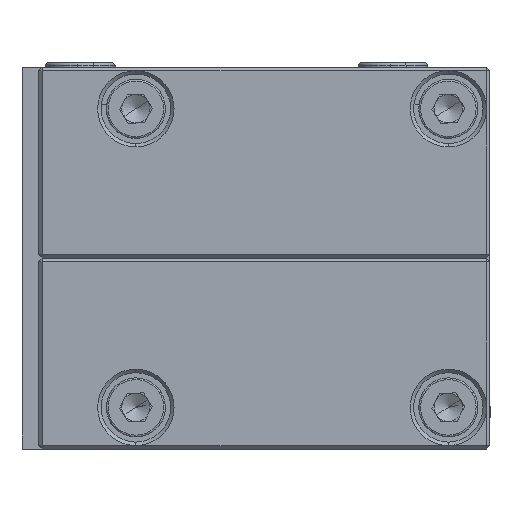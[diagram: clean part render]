
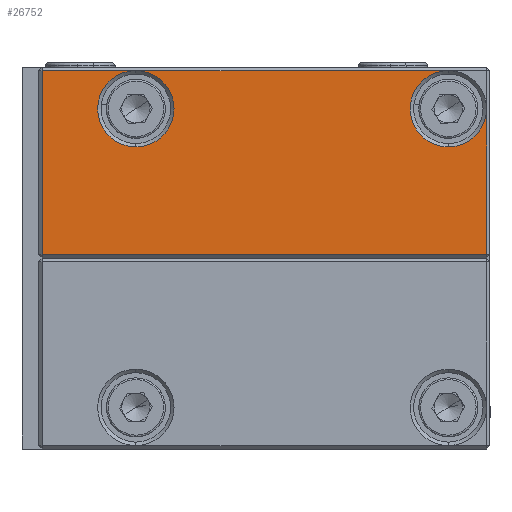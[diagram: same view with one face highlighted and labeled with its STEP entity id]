
A CAD part, left-side view. The second image highlights one B-rep face of the part: STEP entity #26752.
In plain terms, the highlighted planar face has unit normal (-1, 0, 0).
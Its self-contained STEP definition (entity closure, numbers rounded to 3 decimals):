
#666 = LINE ( 'NONE', #53097, #55882 ) ;
#1205 = VERTEX_POINT ( 'NONE', #17416 ) ;
#3843 = ORIENTED_EDGE ( 'NONE', *, *, #31834, .T. ) ;
#4407 = VECTOR ( 'NONE', #13370, 1000. ) ;
#4560 = CARTESIAN_POINT ( 'NONE',  ( -35., 26.5, 6. ) ) ;
#5081 = DIRECTION ( 'NONE',  ( 0., 0., -1. ) ) ;
#5104 = DIRECTION ( 'NONE',  ( 0., 0., -1. ) ) ;
#6095 = EDGE_CURVE ( 'NONE', #17068, #63824, #49842, .T. ) ;
#6356 = EDGE_CURVE ( 'NONE', #17068, #29420, #59811, .T. ) ;
#7282 = CARTESIAN_POINT ( 'NONE',  ( -35., -18.5, 6. ) ) ;
#10245 = CARTESIAN_POINT ( 'NONE',  ( -35., -32., 0.5 ) ) ;
#10637 = AXIS2_PLACEMENT_3D ( 'NONE', #31090, #43680, #70333 ) ;
#11437 = VERTEX_POINT ( 'NONE', #54292 ) ;
#12660 = VERTEX_POINT ( 'NONE', #66289 ) ;
#13370 = DIRECTION ( 'NONE',  ( 0., -1., 0. ) ) ;
#14895 = AXIS2_PLACEMENT_3D ( 'NONE', #4560, #56445, #5104 ) ;
#15016 = DIRECTION ( 'NONE',  ( 0., 0., -1. ) ) ;
#15182 = DIRECTION ( 'NONE',  ( 0., 1., 0. ) ) ;
#15642 = EDGE_CURVE ( 'NONE', #11437, #1205, #33109, .T. ) ;
#17068 = VERTEX_POINT ( 'NONE', #26428 ) ;
#17416 = CARTESIAN_POINT ( 'NONE',  ( -35., 26.5, 11.5 ) ) ;
#19832 = AXIS2_PLACEMENT_3D ( 'NONE', #7282, #58354, #76556 ) ;
#20233 = ORIENTED_EDGE ( 'NONE', *, *, #62308, .T. ) ;
#21614 = ORIENTED_EDGE ( 'NONE', *, *, #6356, .T. ) ;
#23457 = LINE ( 'NONE', #32747, #4407 ) ;
#24570 = EDGE_CURVE ( 'NONE', #12660, #62004, #666, .T. ) ;
#24970 = CARTESIAN_POINT ( 'NONE',  ( -35., -18.5, 11.5 ) ) ;
#26428 = CARTESIAN_POINT ( 'NONE',  ( -35., -18.5, 0.5 ) ) ;
#26752 = ADVANCED_FACE ( 'NONE', ( #70952 ), #42551, .F. ) ;
#27756 = VECTOR ( 'NONE', #46999, 1000. ) ;
#28271 = CIRCLE ( 'NONE', #62120, 5.5 ) ;
#29420 = VERTEX_POINT ( 'NONE', #24970 ) ;
#30854 = ORIENTED_EDGE ( 'NONE', *, *, #65355, .T. ) ;
#31090 = CARTESIAN_POINT ( 'NONE',  ( -35., -18.5, 6. ) ) ;
#31790 = VECTOR ( 'NONE', #80561, 1000. ) ;
#31834 = EDGE_CURVE ( 'NONE', #62004, #11437, #75565, .T. ) ;
#32125 = CARTESIAN_POINT ( 'NONE',  ( -35., 32., 27. ) ) ;
#32747 = CARTESIAN_POINT ( 'NONE',  ( -35., -32.5, 0.5 ) ) ;
#33109 = CIRCLE ( 'NONE', #14895, 5.5 ) ;
#34629 = CARTESIAN_POINT ( 'NONE',  ( -35., -32., 27.5 ) ) ;
#35869 = DIRECTION ( 'NONE',  ( 1., 0., 0. ) ) ;
#40813 = ORIENTED_EDGE ( 'NONE', *, *, #15642, .T. ) ;
#41448 = VECTOR ( 'NONE', #5081, 1000. ) ;
#42551 = PLANE ( 'NONE',  #65553 ) ;
#43097 = CARTESIAN_POINT ( 'NONE',  ( -35., -32.5, 27.5 ) ) ;
#43680 = DIRECTION ( 'NONE',  ( 1., 0., 0. ) ) ;
#44933 = VERTEX_POINT ( 'NONE', #70919 ) ;
#46999 = DIRECTION ( 'NONE',  ( 0., -1., 0. ) ) ;
#47318 = CARTESIAN_POINT ( 'NONE',  ( -35., 26.5, 6. ) ) ;
#49842 = LINE ( 'NONE', #59070, #27756 ) ;
#51335 = EDGE_LOOP ( 'NONE', ( #21614, #77607, #74569, #20233, #54073, #3843, #40813, #30854, #76567 ) ) ;
#53097 = CARTESIAN_POINT ( 'NONE',  ( -35., 32.5, 27. ) ) ;
#54073 = ORIENTED_EDGE ( 'NONE', *, *, #24570, .T. ) ;
#54292 = CARTESIAN_POINT ( 'NONE',  ( -35., 32., 6. ) ) ;
#55882 = VECTOR ( 'NONE', #15182, 1000. ) ;
#56445 = DIRECTION ( 'NONE',  ( 1., 0., 0. ) ) ;
#56624 = EDGE_CURVE ( 'NONE', #44933, #17068, #23457, .T. ) ;
#57978 = CARTESIAN_POINT ( 'NONE',  ( -35., 32., 27.5 ) ) ;
#58354 = DIRECTION ( 'NONE',  ( 1., 0., 0. ) ) ;
#58734 = EDGE_CURVE ( 'NONE', #29420, #17068, #79291, .T. ) ;
#58842 = LINE ( 'NONE', #34629, #31790 ) ;
#59070 = CARTESIAN_POINT ( 'NONE',  ( -35., -32.5, 0.5 ) ) ;
#59811 = CIRCLE ( 'NONE', #10637, 5.5 ) ;
#60748 = DIRECTION ( 'NONE',  ( 1., 0., 0. ) ) ;
#62004 = VERTEX_POINT ( 'NONE', #32125 ) ;
#62120 = AXIS2_PLACEMENT_3D ( 'NONE', #47318, #60748, #15016 ) ;
#62308 = EDGE_CURVE ( 'NONE', #63824, #12660, #58842, .T. ) ;
#62467 = DIRECTION ( 'NONE',  ( 0., 0., -1. ) ) ;
#63824 = VERTEX_POINT ( 'NONE', #10245 ) ;
#65355 = EDGE_CURVE ( 'NONE', #1205, #44933, #28271, .T. ) ;
#65553 = AXIS2_PLACEMENT_3D ( 'NONE', #43097, #35869, #62467 ) ;
#66289 = CARTESIAN_POINT ( 'NONE',  ( -35., -32., 27. ) ) ;
#70333 = DIRECTION ( 'NONE',  ( 0., 0., -1. ) ) ;
#70919 = CARTESIAN_POINT ( 'NONE',  ( -35., 26.5, 0.5 ) ) ;
#70952 = FACE_OUTER_BOUND ( 'NONE', #51335, .T. ) ;
#74569 = ORIENTED_EDGE ( 'NONE', *, *, #6095, .T. ) ;
#75565 = LINE ( 'NONE', #57978, #41448 ) ;
#76556 = DIRECTION ( 'NONE',  ( 0., 0., -1. ) ) ;
#76567 = ORIENTED_EDGE ( 'NONE', *, *, #56624, .T. ) ;
#77607 = ORIENTED_EDGE ( 'NONE', *, *, #58734, .T. ) ;
#79291 = CIRCLE ( 'NONE', #19832, 5.5 ) ;
#80561 = DIRECTION ( 'NONE',  ( 0., 0., 1. ) ) ;
